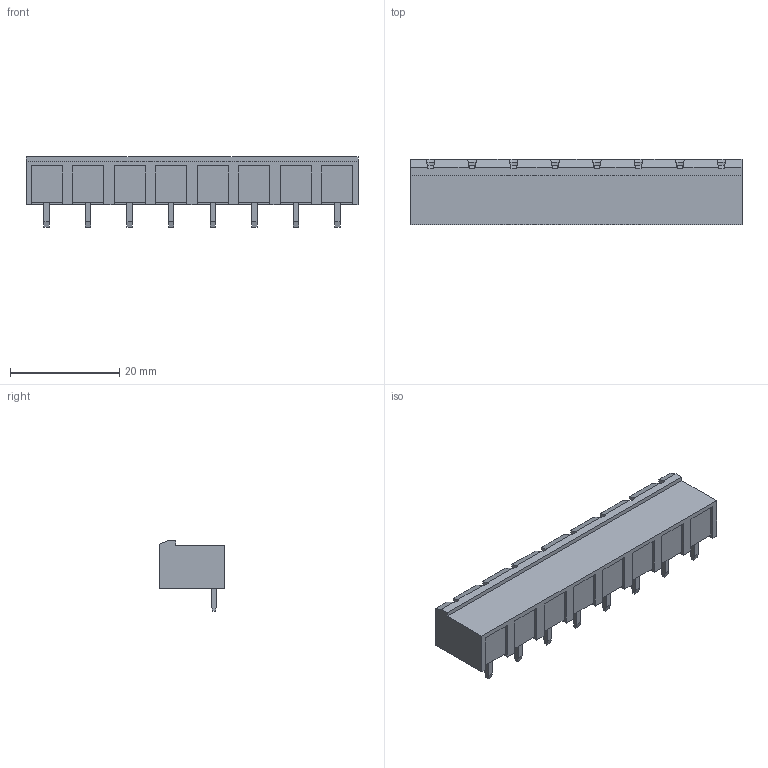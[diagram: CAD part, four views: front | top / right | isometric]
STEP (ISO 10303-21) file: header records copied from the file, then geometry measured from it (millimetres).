
FILE_DESCRIPTION (( 'STEP AP203' ), '1' );
FILE_NAME ('SOKETLI BASKILI DEVRE KLEMENSI - 7,62 MM ERKEK 90 - 8 LI.STEP', '2018-09-24T08:54:09', ( 'user' ), ( '' ), 'SwSTEP 2.0', 'SolidWorks 2016', '' );
FILE_SCHEMA (( 'CONFIG_CONTROL_DESIGN' ));
Length unit declared in the file: millimetre
Products named in the file (1): SOKETLI BASKILI DEVRE KLEMENSI  - 7,62 MM ERKEK 90 - 8 LI
Bounding box: 60.9 x 12 x 12.9 mm (x, y, z)
Volume: 2655.6 mm3; surface area: 5783.6 mm2
Topology: 1 solids, 1 shells, 617 faces, 1733 edges, 1150 vertices
Faces by surface type: plane 513, cylinder 96, cone 8
Entity records: 19748 total; most frequent: CARTESIAN_POINT 3549, ORIENTED_EDGE 3466, DIRECTION 3169, EDGE_CURVE 1733, LINE 1501, VECTOR 1501, VERTEX_POINT 1150, AXIS2_PLACEMENT_3D 834
